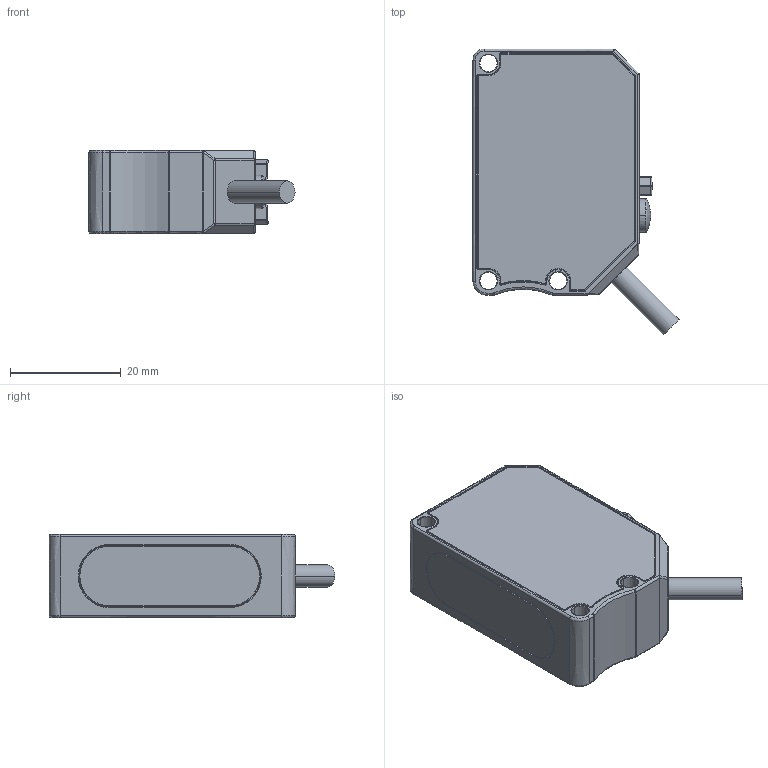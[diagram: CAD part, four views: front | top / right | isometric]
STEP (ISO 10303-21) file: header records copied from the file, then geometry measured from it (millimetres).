
FILE_DESCRIPTION (( 'STEP AP214' ), '1' );
FILE_NAME ('ESQ.STEP', '2015-07-31T07:32:56', ( '' ), ( '' ), 'SwSTEP 2.0', 'SolidWorks 2013', '' );
FILE_SCHEMA (( 'AUTOMOTIVE_DESIGN' ));
Length unit declared in the file: millimetre
Products named in the file (1): ESQ
Bounding box: 37.15 x 51.55 x 15 mm (x, y, z)
Volume: 18118.1 mm3; surface area: 6900.4 mm2
Topology: 2 solids, 2 shells, 420 faces, 1028 edges, 592 vertices
Faces by surface type: bspline 156, cylinder 142, plane 118, torus 4
Entity records: 18124 total; most frequent: CARTESIAN_POINT 7857, ORIENTED_EDGE 1986, DIRECTION 1637, EDGE_CURVE 993, AXIS2_PLACEMENT_3D 592, VERTEX_POINT 592, LINE 453, VECTOR 453
